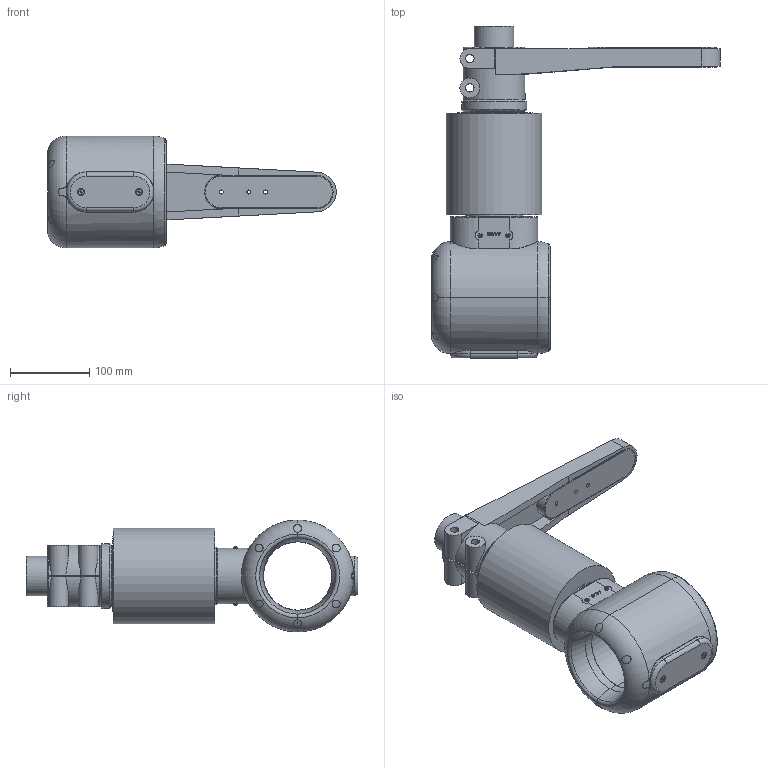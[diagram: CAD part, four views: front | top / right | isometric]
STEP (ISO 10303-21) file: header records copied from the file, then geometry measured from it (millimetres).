
FILE_DESCRIPTION (( 'STEP AP214' ), '1' );
FILE_NAME ('P-087-230-rev-B-086.STEP', '2024-09-19T07:24:57', ( '' ), ( '' ), 'SwSTEP 2.0', 'SolidWorks 2024', '' );
FILE_SCHEMA (( 'AUTOMOTIVE_DESIGN' ));
Length unit declared in the file: millimetre
Products named in the file (1): P-087-230-rev-B-086
Bounding box: 363.53 x 418.22 x 141 mm (x, y, z)
Volume: 3793907.9 mm3; surface area: 288052.3 mm2
Topology: 1 solids, 14 shells, 530 faces, 1288 edges, 798 vertices
Faces by surface type: plane 219, cylinder 132, cone 68, bspline 52, torus 51, sphere 8
Full cylindrical faces by diameter (mm): 5.1 x3, 10.5 x4, 25 x2, 50 x1, 82 x1, 120 x1
Entity records: 27863 total; most frequent: CARTESIAN_POINT 10138, ORIENTED_EDGE 2480, DIRECTION 2385, EDGE_CURVE 1240, AXIS2_PLACEMENT_3D 912, VERTEX_POINT 786, EDGE_LOOP 598, LINE 561
